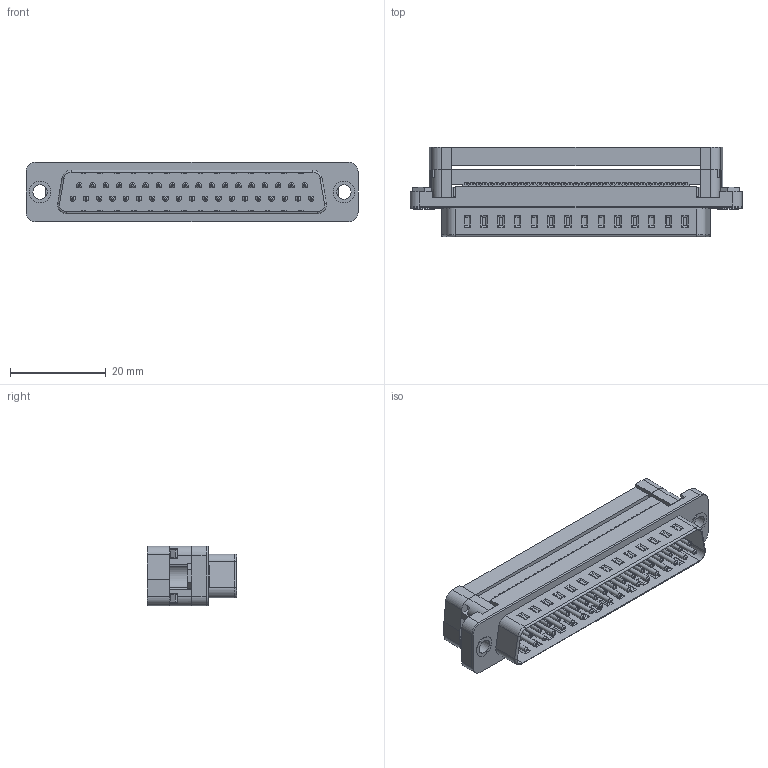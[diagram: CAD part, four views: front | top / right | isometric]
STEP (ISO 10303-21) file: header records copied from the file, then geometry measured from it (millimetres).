
FILE_DESCRIPTION(/* description */ ('Unknown'),/* implementation_level */ '2;1');
FILE_NAME(/* name */ '618037226221',/* time_stamp */ '2018-10-29T17:29:08+01:00',/* author */ ('Unknown'),/* organization */ ('Unknown'),/* preprocessor_version */ 'ST-DEVELOPER v16.7',/* originating_system */ 'DEX',/* authorisation */ $);
FILE_SCHEMA (('AUTOMOTIVE_DESIGN {1 0 10303 214 3 1 1}'));
Products named in the file (44): 6180xx226221_Close; 618037226221; 61803722x221_Strain Relief; 6180xx226221_PIN5; 6180xx226221_PIN30; 6180xx226221_PIN9; 6180xx226221_PIN32; 6180xx226221_PIN11; 6180xx226221_PIN34; 6180xx226221_PIN13; 6180xx226221_PIN10; 6180xx226221_PIN35; 6180xx226221_PIN36; 6180xx226221_PIN12; 6180xx226221_PIN28; 61803722x221_Pad; 6180xx226221_PIN33; 6180xx226221_PIN29; 6180xx226221_PIN27; 6180xx226221_PIN7; 6180xx226221_PIN; 6180xx226221_PIN8; 6180xx226221_PIN2; 6180xx226221_PIN6; 61803722x221_Cale; 6180xx22x221_ECROU; 6180xx226221_PIN4; 6180xx226221_PIN3; 6180xx226221_PIN37; 6180xx226221_PIN31; 6180xx226221_PIN14; 6180xx226221_PIN25; 6180xx226221_PIN24; 6180xx226221_PIN15; 6180xx226221_PIN23; 6180xx226221_PIN16; 6180xx226221_PIN17; 6180xx226221_PIN26; 6180xx226221_PIN18; 6180xx226221_PIN19 ...
Assembly tree (44 placements, depth 2):
  6180xx226221_Close
    618037226221
    61803722x221_Strain Relief
    6180xx226221_PIN5
    6180xx226221_PIN30
    6180xx226221_PIN9
    6180xx226221_PIN32
    6180xx226221_PIN11
    6180xx226221_PIN34
    6180xx226221_PIN13
    6180xx226221_PIN10
    6180xx226221_PIN35
    6180xx226221_PIN36
    6180xx226221_PIN12
    6180xx226221_PIN28
    61803722x221_Pad
    6180xx226221_PIN33
    6180xx226221_PIN29
    6180xx226221_PIN27
    6180xx226221_PIN7
    6180xx226221_PIN
    6180xx226221_PIN8
    6180xx226221_PIN2
    6180xx226221_PIN6
    61803722x221_Cale
    6180xx22x221_ECROU  x2
    618037226221
    6180xx226221_PIN4
    6180xx226221_PIN3
    6180xx226221_PIN37
    6180xx226221_PIN31
    6180xx226221_PIN14
    6180xx226221_PIN25
    6180xx226221_PIN24
    6180xx226221_PIN15
    6180xx226221_PIN23
    6180xx226221_PIN16
    6180xx226221_PIN17
    6180xx226221_PIN26
    6180xx226221_PIN18
    6180xx226221_PIN19
    6180xx226221_PIN20
    6180xx226221_PIN22
    6180xx226221_PIN21
Bounding box: 69.4 x 18.7 x 12.5 mm (x, y, z)
Volume: 7388.5 mm3; surface area: 14304.6 mm2
Topology: 44 solids, 44 shells, 2626 faces, 7278 edges, 4766 vertices
Faces by surface type: plane 1707, cylinder 611, bspline 259, torus 47, cone 2
Full cylindrical faces by diameter (mm): 3 x2, 4 x4, 4.1 x2, 4.5 x2
Entity records: 100131 total; most frequent: CARTESIAN_POINT 23843, ORIENTED_EDGE 14464, DIRECTION 12662, EDGE_CURVE 7232, LINE 5120, VECTOR 5120, VERTEX_POINT 4740, AXIS2_PLACEMENT_3D 3771
